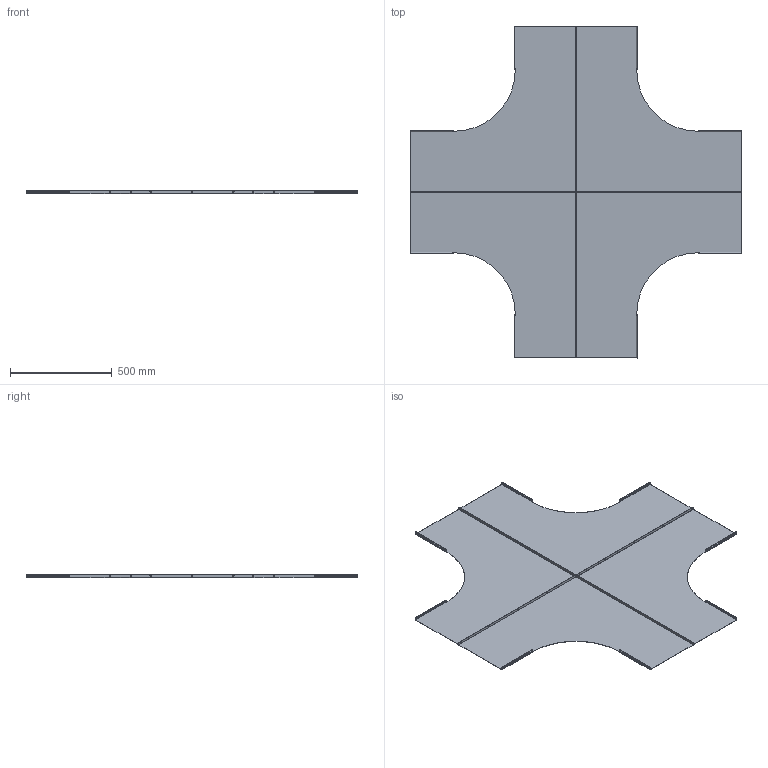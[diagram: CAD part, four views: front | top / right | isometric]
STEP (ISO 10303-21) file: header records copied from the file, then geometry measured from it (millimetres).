
FILE_DESCRIPTION (( 'STEP AP214' ), '1' );
FILE_NAME ('CKR04D-4-ëîòîê 600.STEP', '2021-03-08T14:58:02', ( '' ), ( '' ), 'SwSTEP 2.0', 'SolidWorks 2017', '' );
FILE_SCHEMA (( 'AUTOMOTIVE_DESIGN' ));
Length unit declared in the file: millimetre
Products named in the file (2): 嗜吕 195.11.01_相礤朦 署赅_00_-04; CKR04D-4-ëîòîê 600
Assembly tree (4 placements, depth 2):
  CKR04D-4-ëîòîê 600
    嗜吕 195.11.01_相礤朦 署赅_00_-04  x4
Bounding box: 1634 x 1634 x 15.97 mm (x, y, z)
Volume: 2147606.7 mm3; surface area: 3595638 mm2
Topology: 4 solids, 4 shells, 348 faces, 924 edges, 584 vertices
Faces by surface type: plane 208, cylinder 132, bspline 8
Entity records: 2904 total; most frequent: CARTESIAN_POINT 618, ORIENTED_EDGE 462, DIRECTION 462, EDGE_CURVE 231, AXIS2_PLACEMENT_3D 158, LINE 146, VERTEX_POINT 146, VECTOR 146
